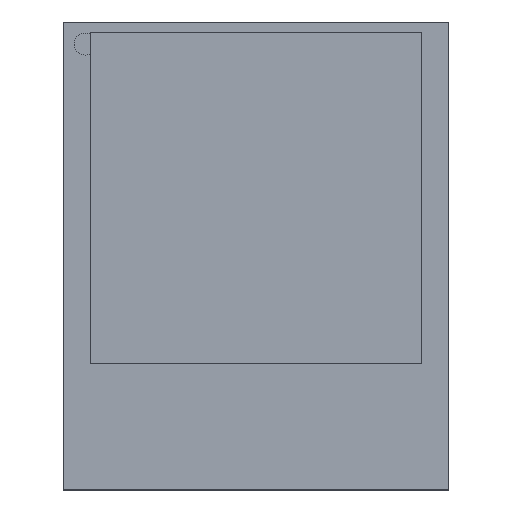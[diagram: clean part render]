
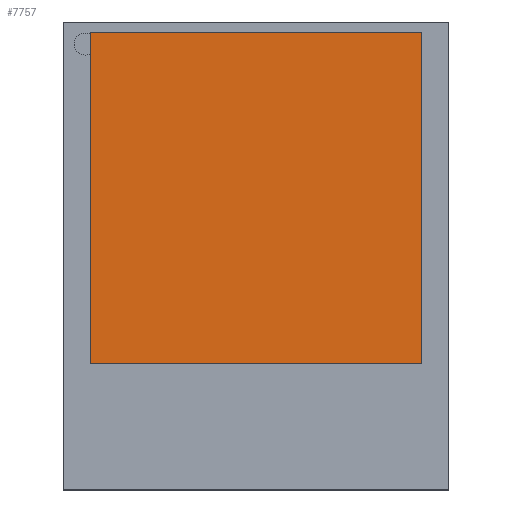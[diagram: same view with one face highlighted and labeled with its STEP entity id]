
A CAD part, top view. The second image highlights one B-rep face of the part: STEP entity #7757.
In plain terms, the highlighted planar face has unit normal (0, 0, 1).
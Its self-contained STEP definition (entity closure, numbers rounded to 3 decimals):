
#34=LINE('',#14898,#59);
#37=LINE('',#14904,#62);
#40=LINE('',#14910,#65);
#43=LINE('',#14914,#68);
#59=VECTOR('',#12825,12.);
#62=VECTOR('',#12830,12.);
#65=VECTOR('',#12835,12.);
#68=VECTOR('',#12840,12.);
#2597=FACE_OUTER_BOUND('',#3616,.T.);
#3616=EDGE_LOOP('',(#6221,#6222,#6223,#6224));
#4637=VERTEX_POINT('',#14895);
#4638=VERTEX_POINT('',#14897);
#4640=VERTEX_POINT('',#14903);
#4642=VERTEX_POINT('',#14909);
#5161=EDGE_CURVE('',#4638,#4637,#34,.T.);
#5164=EDGE_CURVE('',#4640,#4638,#37,.T.);
#5167=EDGE_CURVE('',#4642,#4640,#40,.T.);
#5170=EDGE_CURVE('',#4637,#4642,#43,.T.);
#6221=ORIENTED_EDGE('',*,*,#5170,.T.);
#6222=ORIENTED_EDGE('',*,*,#5167,.T.);
#6223=ORIENTED_EDGE('',*,*,#5164,.T.);
#6224=ORIENTED_EDGE('',*,*,#5161,.T.);
#6741=PLANE('',#9780);
#7757=ADVANCED_FACE('',(#2597),#6741,.T.);
#9780=AXIS2_PLACEMENT_3D('',#14916,#12843,#12844);
#12825=DIRECTION('',(0.,1.,0.));
#12830=DIRECTION('',(1.,0.,0.));
#12835=DIRECTION('',(0.,-1.,0.));
#12840=DIRECTION('',(-1.,0.,0.));
#12843=DIRECTION('center_axis',(0.,0.,1.));
#12844=DIRECTION('ref_axis',(1.,0.,0.));
#14895=CARTESIAN_POINT('',(6.,8.1,1.8));
#14897=CARTESIAN_POINT('',(6.,-3.9,1.8));
#14898=CARTESIAN_POINT('',(6.,8.1,1.8));
#14903=CARTESIAN_POINT('',(-6.,-3.9,1.8));
#14904=CARTESIAN_POINT('',(6.,-3.9,1.8));
#14909=CARTESIAN_POINT('',(-6.,8.1,1.8));
#14910=CARTESIAN_POINT('',(-6.,-3.9,1.8));
#14914=CARTESIAN_POINT('',(-6.,8.1,1.8));
#14916=CARTESIAN_POINT('Origin',(0.,2.1,1.8));
